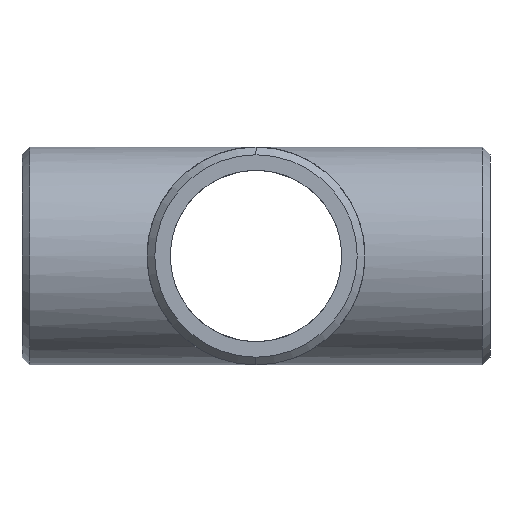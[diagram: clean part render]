
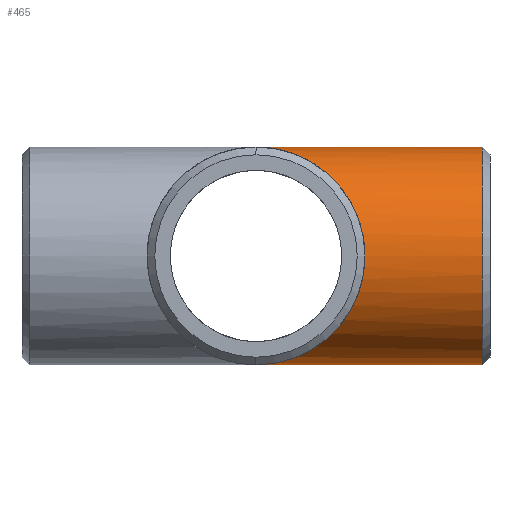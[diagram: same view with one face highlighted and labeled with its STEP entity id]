
A CAD part, left-side view. The second image highlights one B-rep face of the part: STEP entity #465.
In plain terms, the highlighted cylindrical face has radius 13.5 mm (diameter 27 mm), a partial arc.
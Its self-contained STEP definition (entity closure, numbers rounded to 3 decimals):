
#28 = DIRECTION ( 'NONE',  ( 0., 0., -1. ) ) ;
#39 = CYLINDRICAL_SURFACE ( 'NONE', #488, 13.5 ) ;
#54 = ORIENTED_EDGE ( 'NONE', *, *, #706, .T. ) ;
#73 = EDGE_CURVE ( 'NONE', #795, #543, #258, .T. ) ;
#103 = FACE_OUTER_BOUND ( 'NONE', #487, .T. ) ;
#104 = CARTESIAN_POINT ( 'NONE',  ( 0., -28.043, 13.5 ) ) ;
#138 = DIRECTION ( 'NONE',  ( 0., 1., 0. ) ) ;
#143 = EDGE_CURVE ( 'NONE', #636, #543, #362, .T. ) ;
#180 = VECTOR ( 'NONE', #416, 1000. ) ;
#188 = CARTESIAN_POINT ( 'NONE',  ( 0., 0., 13.5 ) ) ;
#216 = CARTESIAN_POINT ( 'NONE',  ( 0., 0., -13.5 ) ) ;
#228 = CIRCLE ( 'NONE', #438, 13.5 ) ;
#258 = LINE ( 'NONE', #508, #560 ) ;
#280 = CARTESIAN_POINT ( 'NONE',  ( 0., 0., -13.5 ) ) ;
#297 = ORIENTED_EDGE ( 'NONE', *, *, #376, .F. ) ;
#311 = ORIENTED_EDGE ( 'NONE', *, *, #143, .F. ) ;
#343 = CARTESIAN_POINT ( 'NONE',  ( 0., -28.043, 0. ) ) ;
#350 = CARTESIAN_POINT ( 'NONE',  ( 0., 0., 13.5 ) ) ;
#358 = CARTESIAN_POINT ( 'NONE',  ( 0., -28.043, -13.5 ) ) ;
#362 =( BOUNDED_CURVE ( )  B_SPLINE_CURVE ( 3, ( #216, #532, #410, #350 ),
 .UNSPECIFIED., .F., .T. ) 
 B_SPLINE_CURVE_WITH_KNOTS ( ( 4, 4 ),
 ( 4.712, 7.854 ),
 .UNSPECIFIED. ) 
 CURVE ( )  GEOMETRIC_REPRESENTATION_ITEM ( )  RATIONAL_B_SPLINE_CURVE ( ( 1., 0.333, 0.333, 1. ) ) 
 REPRESENTATION_ITEM ( '' )  );
#364 = DIRECTION ( 'NONE',  ( 0., 1., 0. ) ) ;
#376 = EDGE_CURVE ( 'NONE', #748, #636, #427, .T. ) ;
#405 = DIRECTION ( 'NONE',  ( 0., 1., 0. ) ) ;
#410 = CARTESIAN_POINT ( 'NONE',  ( -27., -27., 13.5 ) ) ;
#413 = CARTESIAN_POINT ( 'NONE',  ( 0., -29., -13.5 ) ) ;
#415 = ORIENTED_EDGE ( 'NONE', *, *, #73, .T. ) ;
#416 = DIRECTION ( 'NONE',  ( 0., 1., 0. ) ) ;
#427 = LINE ( 'NONE', #413, #180 ) ;
#438 = AXIS2_PLACEMENT_3D ( 'NONE', #343, #405, #28 ) ;
#465 = ADVANCED_FACE ( 'NONE', ( #103 ), #39, .T. ) ;
#487 = EDGE_LOOP ( 'NONE', ( #54, #415, #311, #297 ) ) ;
#488 = AXIS2_PLACEMENT_3D ( 'NONE', #533, #364, #789 ) ;
#508 = CARTESIAN_POINT ( 'NONE',  ( 0., -29., 13.5 ) ) ;
#532 = CARTESIAN_POINT ( 'NONE',  ( -27., -27., -13.5 ) ) ;
#533 = CARTESIAN_POINT ( 'NONE',  ( 0., -29., 0. ) ) ;
#543 = VERTEX_POINT ( 'NONE', #188 ) ;
#560 = VECTOR ( 'NONE', #138, 1000. ) ;
#636 = VERTEX_POINT ( 'NONE', #280 ) ;
#706 = EDGE_CURVE ( 'NONE', #748, #795, #228, .T. ) ;
#748 = VERTEX_POINT ( 'NONE', #358 ) ;
#789 = DIRECTION ( 'NONE',  ( 0., 0., -1. ) ) ;
#795 = VERTEX_POINT ( 'NONE', #104 ) ;
